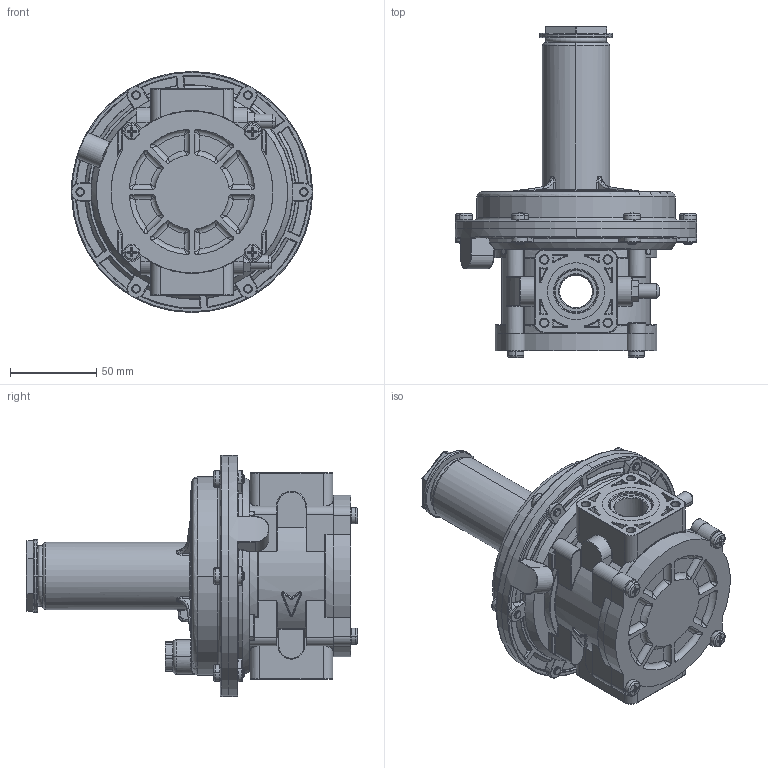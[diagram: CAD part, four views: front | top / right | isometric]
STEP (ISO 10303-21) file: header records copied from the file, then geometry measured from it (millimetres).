
FILE_DESCRIPTION((''),'2;1');
FILE_NAME('FC02_ASM','2015-03-18T',('Utente'),(''),'PRO/ENGINEER BY PARAMETRIC TECHNOLOGY CORPORATION, 2012130','PRO/ENGINEER BY PARAMETRIC TECHNOLOGY CORPORATION, 2012130','');
FILE_SCHEMA(('CONFIG_CONTROL_DESIGN'));
Length unit declared in the file: millimetre
Products named in the file (12): CO-0741; FC-0200; FL-0201; PP-0015; PRESSURETAP; IM-0210; VITETAGLIOM5X16; VITETAGLIOM5X14; AN-0120; OR-0050; TA-0400; FC02_ASM
Assembly tree (19 placements, depth 2):
  FC02_ASM
    CO-0741
    FC-0200
    FL-0201
    PP-0015
    PRESSURETAP
    IM-0210
    VITETAGLIOM5X16  x4
    VITETAGLIOM5X14  x6
    AN-0120
    OR-0050
    TA-0400
Bounding box: 140 x 192.66 x 140 mm (x, y, z)
Volume: 401758.2 mm3; surface area: 203494.5 mm2
Topology: 19 solids, 28 shells, 2747 faces, 6216 edges, 3570 vertices
Faces by surface type: cylinder 929, torus 548, plane 449, bspline 378, cone 225, sphere 218
Entity records: 89178 total; most frequent: CARTESIAN_POINT 40361, DIRECTION 10682, ORIENTED_EDGE 10000, EDGE_CURVE 5018, AXIS2_PLACEMENT_3D 4651, VERTEX_POINT 2866, CIRCLE 2715, EDGE_LOOP 2376
